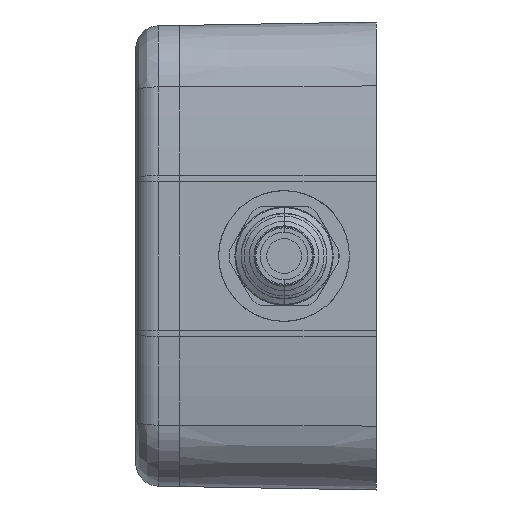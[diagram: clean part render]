
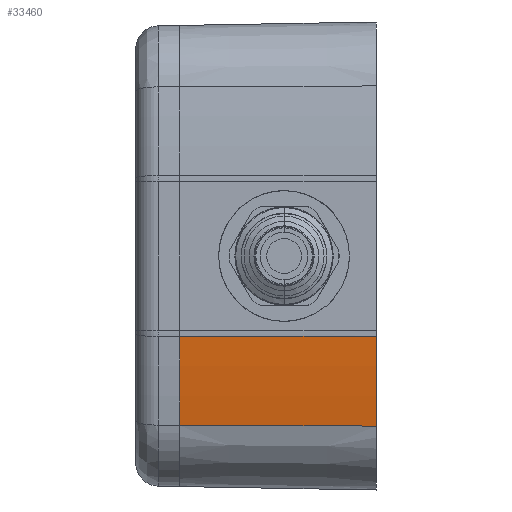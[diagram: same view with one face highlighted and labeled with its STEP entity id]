
A CAD part, left-side view. The second image highlights one B-rep face of the part: STEP entity #33460.
In plain terms, the highlighted conical face has half-angle 1 degrees and reference radius 135.223 mm.
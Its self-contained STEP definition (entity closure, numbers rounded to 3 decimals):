
#6943=CARTESIAN_POINT('',(-34.876,6.6,0.));
#6944=DIRECTION('',(0.,1.,0.));
#6945=DIRECTION('',(-0.987,0.,-0.163));
#6946=AXIS2_PLACEMENT_3D('',#6943,#6944,#6945);
#7034=CARTESIAN_POINT('',(-34.876,-19.,0.));
#7035=DIRECTION('',(0.,-1.,0.));
#7036=DIRECTION('',(-0.997,0.,-0.077));
#7037=AXIS2_PLACEMENT_3D('',#7034,#7035,#7036);
#7333=CARTESIAN_POINT('',(-169.47,6.6,-10.457));
#7334=CARTESIAN_POINT('',(-169.504,4.642,
-10.458));
#7335=CARTESIAN_POINT('',(-169.574,0.662,
-10.46));
#7336=CARTESIAN_POINT('',(-169.68,-5.428,
-10.464));
#7337=CARTESIAN_POINT('',(-169.792,-11.847,
-10.468));
#7338=CARTESIAN_POINT('',(-169.874,-16.556,
-10.471));
#7339=CARTESIAN_POINT('',(-169.917,-19.,-10.473));
#7345=DIRECTION('',(-0.017,-1.,-0.003));
#7346=VECTOR('',#7345,25.604);
#7347=CARTESIAN_POINT('',(-168.062,6.6,-22.052));
#7348=LINE('',#7347,#7346);
#22043=CARTESIAN_POINT('',(-169.917,-19.,-10.473));
#22044=CARTESIAN_POINT('',(-168.503,-19.,-22.125));
#22045=VERTEX_POINT('',#22043);
#22046=VERTEX_POINT('',#22044);
#22823=VERTEX_POINT('',#7333);
#23198=CARTESIAN_POINT('',(-168.062,6.6,-22.052));
#23199=VERTEX_POINT('',#23198);
#33447=CARTESIAN_POINT('',(-34.876,-6.2,0.));
#33448=DIRECTION('',(0.,-1.,0.));
#33449=DIRECTION('',(-1.,0.,0.));
#33450=AXIS2_PLACEMENT_3D('',#33447,#33448,#33449);
#33451=CONICAL_SURFACE('',#33450,135.223,1.);
#33452=ORIENTED_EDGE('',*,*,#33273,.T.);
#33454=ORIENTED_EDGE('',*,*,#33453,.F.);
#33455=ORIENTED_EDGE('',*,*,#33184,.T.);
#33457=ORIENTED_EDGE('',*,*,#33456,.T.);
#33458=EDGE_LOOP('',(#33452,#33454,#33455,#33457));
#33459=FACE_OUTER_BOUND('',#33458,.F.);
#33460=ADVANCED_FACE('',(#33459),#33451,.T.);
#6947=CIRCLE('',#6946,135.);
#7038=CIRCLE('',#7037,135.447);
#7340=B_SPLINE_CURVE_WITH_KNOTS('',3,(#7333,#7334,#7335,#7336,#7337,#7338,
#7339),.UNSPECIFIED.,.F.,.F.,(4,1,1,1,4),(0.,0.25,0.5,0.75,1.),
.UNSPECIFIED.);
#33184=EDGE_CURVE('',#23199,#22823,#6947,.T.);
#33273=EDGE_CURVE('',#22045,#22046,#7038,.T.);
#33453=EDGE_CURVE('',#23199,#22046,#7348,.T.);
#33456=EDGE_CURVE('',#22823,#22045,#7340,.T.);
